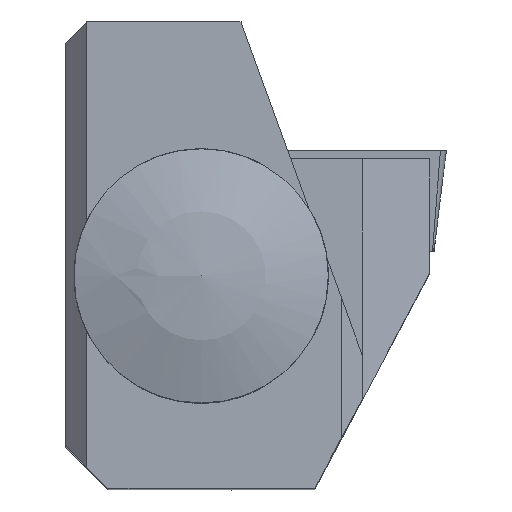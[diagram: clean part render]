
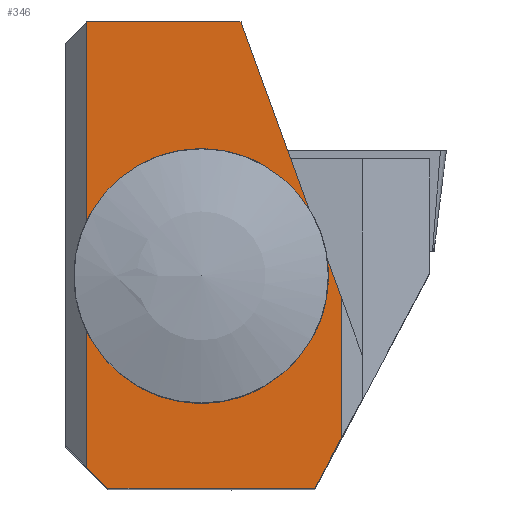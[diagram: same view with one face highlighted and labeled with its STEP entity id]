
A CAD part, top view. The second image highlights one B-rep face of the part: STEP entity #346.
In plain terms, the highlighted planar face has unit normal (0, 0, 1).
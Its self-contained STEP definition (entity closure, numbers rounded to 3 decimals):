
#54=LINE('',#1541,#140);
#62=LINE('',#1556,#148);
#63=LINE('',#1558,#149);
#75=LINE('',#1580,#161);
#77=LINE('',#1584,#163);
#78=LINE('',#1586,#164);
#79=LINE('',#1587,#165);
#140=VECTOR('',#1054,1.);
#148=VECTOR('',#1066,1.);
#149=VECTOR('',#1069,1.);
#161=VECTOR('',#1087,1.);
#163=VECTOR('',#1091,1.);
#164=VECTOR('',#1092,1.);
#165=VECTOR('',#1093,1.);
#244=PLANE('',#928);
#275=FACE_OUTER_BOUND('',#446,.T.);
#346=ADVANCED_FACE('',(#275),#244,.T.);
#446=EDGE_LOOP('',(#571,#572,#573,#574,#575,#576,#577));
#571=ORIENTED_EDGE('',*,*,#845,.T.);
#572=ORIENTED_EDGE('',*,*,#846,.F.);
#573=ORIENTED_EDGE('',*,*,#822,.T.);
#574=ORIENTED_EDGE('',*,*,#830,.T.);
#575=ORIENTED_EDGE('',*,*,#847,.F.);
#576=ORIENTED_EDGE('',*,*,#843,.F.);
#577=ORIENTED_EDGE('',*,*,#831,.T.);
#739=VERTEX_POINT('',#1540);
#740=VERTEX_POINT('',#1542);
#744=VERTEX_POINT('',#1555);
#745=VERTEX_POINT('',#1559);
#746=VERTEX_POINT('',#1560);
#752=VERTEX_POINT('',#1581);
#753=VERTEX_POINT('',#1585);
#822=EDGE_CURVE('',#740,#739,#54,.T.);
#830=EDGE_CURVE('',#739,#744,#62,.T.);
#831=EDGE_CURVE('',#745,#746,#63,.T.);
#843=EDGE_CURVE('',#745,#752,#75,.T.);
#845=EDGE_CURVE('',#746,#753,#77,.T.);
#846=EDGE_CURVE('',#740,#753,#78,.T.);
#847=EDGE_CURVE('',#752,#744,#79,.T.);
#928=AXIS2_PLACEMENT_3D('',#1588,#1094,#1095);
#1054=DIRECTION('',(-0.342,0.94,0.));
#1066=DIRECTION('',(-1.,0.,0.));
#1069=DIRECTION('',(1.,0.,0.));
#1087=DIRECTION('',(-0.707,0.707,0.));
#1091=DIRECTION('',(0.469,0.883,0.));
#1092=DIRECTION('',(0.,-1.,0.));
#1093=DIRECTION('',(0.,1.,0.));
#1094=DIRECTION('',(0.,0.,1.));
#1095=DIRECTION('',(0.,1.,0.));
#1540=CARTESIAN_POINT('',(4.14,11.,0.));
#1541=CARTESIAN_POINT('',(7.,3.142,0.));
#1542=CARTESIAN_POINT('',(6.5,4.516,0.));
#1555=CARTESIAN_POINT('',(0.5,11.,0.));
#1556=CARTESIAN_POINT('',(4.14,11.,0.));
#1558=CARTESIAN_POINT('',(0.,0.,0.));
#1559=CARTESIAN_POINT('',(1.,0.,0.));
#1560=CARTESIAN_POINT('',(5.88,0.,0.));
#1580=CARTESIAN_POINT('',(-5.,6.,0.));
#1581=CARTESIAN_POINT('',(0.5,0.5,0.));
#1584=CARTESIAN_POINT('',(9.144,6.138,0.));
#1585=CARTESIAN_POINT('',(6.5,1.165,0.));
#1586=CARTESIAN_POINT('',(6.5,11.,0.));
#1587=CARTESIAN_POINT('',(0.5,11.,0.));
#1588=CARTESIAN_POINT('',(0.,11.,0.));
